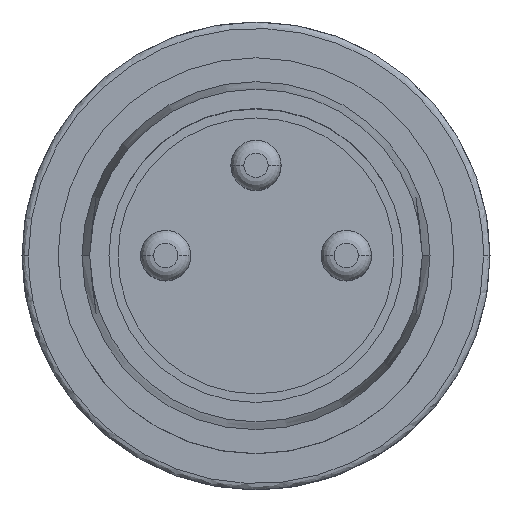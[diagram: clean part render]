
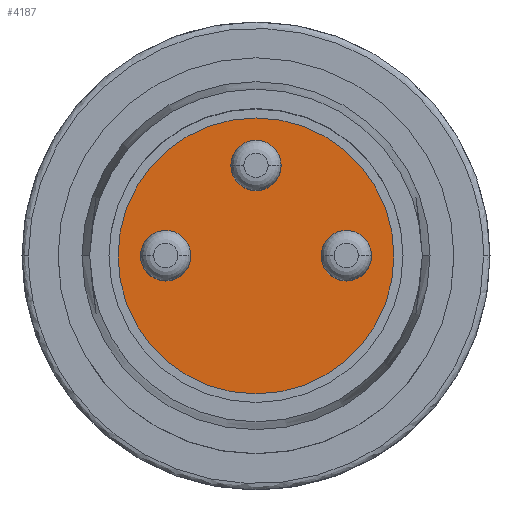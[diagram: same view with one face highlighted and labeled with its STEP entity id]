
A CAD part, top view. The second image highlights one B-rep face of the part: STEP entity #4187.
In plain terms, the highlighted planar face has unit normal (0, 0, 1).
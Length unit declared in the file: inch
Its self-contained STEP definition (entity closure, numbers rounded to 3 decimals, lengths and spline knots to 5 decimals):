
#17 = CIRCLE ( 'NONE', #290, 0.0195 ) ;
#74 = ORIENTED_EDGE ( 'NONE', *, *, #782, .T. ) ;
#144 = EDGE_CURVE ( 'NONE', #4325, #2213, #2615, .T. ) ;
#146 = ORIENTED_EDGE ( 'NONE', *, *, #1628, .T. ) ;
#162 = FACE_BOUND ( 'NONE', #2672, .T. ) ;
#189 = DIRECTION ( 'NONE',  ( 0., 0., 1. ) ) ;
#199 = DIRECTION ( 'NONE',  ( 0., -1., 0. ) ) ;
#203 = ORIENTED_EDGE ( 'NONE', *, *, #1266, .T. ) ;
#259 = CARTESIAN_POINT ( 'NONE',  ( 0.07, 0., 8.18794 ) ) ;
#279 = CARTESIAN_POINT ( 'NONE',  ( 0.07, 0.0195, 8.18794 ) ) ;
#290 = AXIS2_PLACEMENT_3D ( 'NONE', #2177, #1258, #1283 ) ;
#304 = DIRECTION ( 'NONE',  ( 0., -1., 0. ) ) ;
#307 = CARTESIAN_POINT ( 'NONE',  ( 0.07, 0., 8.18794 ) ) ;
#471 = AXIS2_PLACEMENT_3D ( 'NONE', #259, #3724, #5440 ) ;
#651 = DIRECTION ( 'NONE',  ( 0., 0., -1. ) ) ;
#655 = DIRECTION ( 'NONE',  ( 0., 0., 1. ) ) ;
#713 = AXIS2_PLACEMENT_3D ( 'NONE', #307, #1554, #4997 ) ;
#782 = EDGE_CURVE ( 'NONE', #4671, #2060, #3814, .T. ) ;
#794 = ORIENTED_EDGE ( 'NONE', *, *, #1361, .T. ) ;
#795 = DIRECTION ( 'NONE',  ( 0., 0., -1. ) ) ;
#955 = VERTEX_POINT ( 'NONE', #4724 ) ;
#1026 = CARTESIAN_POINT ( 'NONE',  ( 0., 0., 8.18794 ) ) ;
#1078 = CARTESIAN_POINT ( 'NONE',  ( 0., 0.057, 8.18794 ) ) ;
#1255 = EDGE_LOOP ( 'NONE', ( #794, #5277 ) ) ;
#1258 = DIRECTION ( 'NONE',  ( 0., 0., -1. ) ) ;
#1266 = EDGE_CURVE ( 'NONE', #955, #3340, #3027, .T. ) ;
#1283 = DIRECTION ( 'NONE',  ( 0., -1., 0. ) ) ;
#1300 = EDGE_CURVE ( 'NONE', #2264, #3244, #2022, .T. ) ;
#1354 = CIRCLE ( 'NONE', #4058, 0.0195 ) ;
#1361 = EDGE_CURVE ( 'NONE', #3244, #2264, #4527, .T. ) ;
#1477 = DIRECTION ( 'NONE',  ( 0., -1., 0. ) ) ;
#1554 = DIRECTION ( 'NONE',  ( 0., 0., -1. ) ) ;
#1579 = AXIS2_PLACEMENT_3D ( 'NONE', #1819, #4817, #5151 ) ;
#1628 = EDGE_CURVE ( 'NONE', #3340, #955, #17, .T. ) ;
#1790 = FACE_BOUND ( 'NONE', #3705, .T. ) ;
#1819 = CARTESIAN_POINT ( 'NONE',  ( -0.07, 0., 8.18794 ) ) ;
#1824 = ORIENTED_EDGE ( 'NONE', *, *, #144, .T. ) ;
#2022 = CIRCLE ( 'NONE', #2577, 0.107 ) ;
#2026 = ORIENTED_EDGE ( 'NONE', *, *, #4967, .T. ) ;
#2037 = CARTESIAN_POINT ( 'NONE',  ( 0., 0.07, 8.18794 ) ) ;
#2060 = VERTEX_POINT ( 'NONE', #3516 ) ;
#2177 = CARTESIAN_POINT ( 'NONE',  ( -0.07, 0., 8.18794 ) ) ;
#2186 = EDGE_CURVE ( 'NONE', #2060, #4671, #1354, .T. ) ;
#2213 = VERTEX_POINT ( 'NONE', #279 ) ;
#2264 = VERTEX_POINT ( 'NONE', #4828 ) ;
#2552 = CIRCLE ( 'NONE', #471, 0.0195 ) ;
#2577 = AXIS2_PLACEMENT_3D ( 'NONE', #5210, #4786, #3019 ) ;
#2615 = CIRCLE ( 'NONE', #713, 0.0195 ) ;
#2672 = EDGE_LOOP ( 'NONE', ( #4296, #74 ) ) ;
#2973 = EDGE_LOOP ( 'NONE', ( #203, #146 ) ) ;
#3019 = DIRECTION ( 'NONE',  ( 0., -1., 0. ) ) ;
#3027 = CIRCLE ( 'NONE', #1579, 0.0195 ) ;
#3099 = AXIS2_PLACEMENT_3D ( 'NONE', #1078, #189, #4809 ) ;
#3244 = VERTEX_POINT ( 'NONE', #5497 ) ;
#3340 = VERTEX_POINT ( 'NONE', #3432 ) ;
#3432 = CARTESIAN_POINT ( 'NONE',  ( -0.07, 0.0195, 8.18794 ) ) ;
#3514 = FACE_BOUND ( 'NONE', #2973, .T. ) ;
#3516 = CARTESIAN_POINT ( 'NONE',  ( 0., 0.0505, 8.18794 ) ) ;
#3705 = EDGE_LOOP ( 'NONE', ( #1824, #2026 ) ) ;
#3724 = DIRECTION ( 'NONE',  ( 0., 0., -1. ) ) ;
#3814 = CIRCLE ( 'NONE', #4255, 0.0195 ) ;
#3826 = AXIS2_PLACEMENT_3D ( 'NONE', #1026, #655, #1477 ) ;
#4058 = AXIS2_PLACEMENT_3D ( 'NONE', #2037, #651, #199 ) ;
#4187 = ADVANCED_FACE ( 'NONE', ( #1790, #162, #3514, #5232 ), #4486, .T. ) ;
#4255 = AXIS2_PLACEMENT_3D ( 'NONE', #4659, #795, #304 ) ;
#4296 = ORIENTED_EDGE ( 'NONE', *, *, #2186, .T. ) ;
#4325 = VERTEX_POINT ( 'NONE', #5592 ) ;
#4486 = PLANE ( 'NONE',  #3099 ) ;
#4527 = CIRCLE ( 'NONE', #3826, 0.107 ) ;
#4659 = CARTESIAN_POINT ( 'NONE',  ( 0., 0.07, 8.18794 ) ) ;
#4671 = VERTEX_POINT ( 'NONE', #5073 ) ;
#4724 = CARTESIAN_POINT ( 'NONE',  ( -0.07, -0.0195, 8.18794 ) ) ;
#4786 = DIRECTION ( 'NONE',  ( 0., 0., 1. ) ) ;
#4809 = DIRECTION ( 'NONE',  ( 0., -1., 0. ) ) ;
#4817 = DIRECTION ( 'NONE',  ( 0., 0., -1. ) ) ;
#4828 = CARTESIAN_POINT ( 'NONE',  ( 0., 0.107, 8.18794 ) ) ;
#4967 = EDGE_CURVE ( 'NONE', #2213, #4325, #2552, .T. ) ;
#4997 = DIRECTION ( 'NONE',  ( 0., -1., 0. ) ) ;
#5073 = CARTESIAN_POINT ( 'NONE',  ( 0., 0.0895, 8.18794 ) ) ;
#5151 = DIRECTION ( 'NONE',  ( 0., -1., 0. ) ) ;
#5210 = CARTESIAN_POINT ( 'NONE',  ( 0., 0., 8.18794 ) ) ;
#5232 = FACE_OUTER_BOUND ( 'NONE', #1255, .T. ) ;
#5277 = ORIENTED_EDGE ( 'NONE', *, *, #1300, .T. ) ;
#5440 = DIRECTION ( 'NONE',  ( 0., -1., 0. ) ) ;
#5497 = CARTESIAN_POINT ( 'NONE',  ( 0., -0.107, 8.18794 ) ) ;
#5592 = CARTESIAN_POINT ( 'NONE',  ( 0.07, -0.0195, 8.18794 ) ) ;
